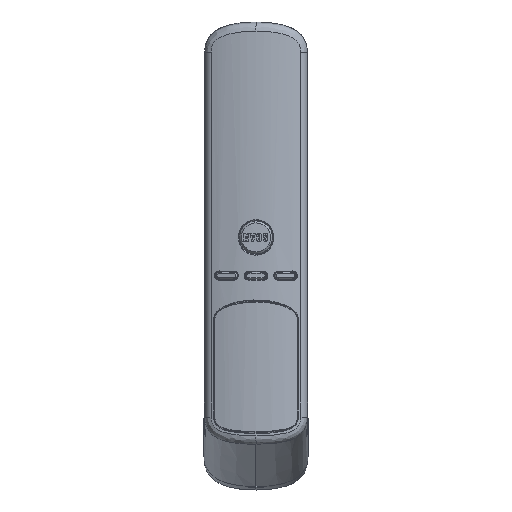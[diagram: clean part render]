
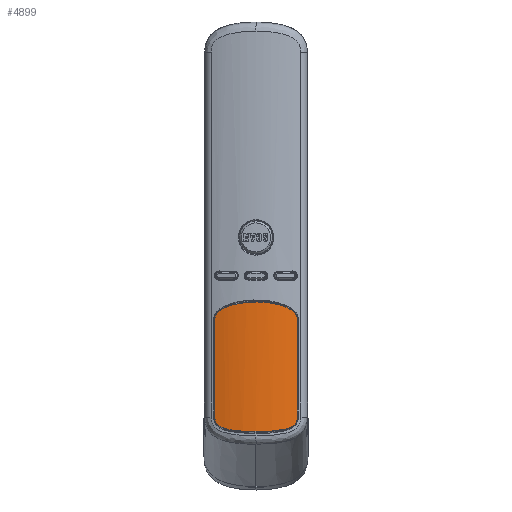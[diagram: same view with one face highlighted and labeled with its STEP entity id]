
A CAD part, front view. The second image highlights one B-rep face of the part: STEP entity #4899.
In plain terms, the highlighted cylindrical face has radius 49.808 mm (diameter 99.617 mm), a partial arc.
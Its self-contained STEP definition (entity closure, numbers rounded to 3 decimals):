
#2929=CYLINDRICAL_SURFACE('',#25746,49.808);
#3752=FACE_OUTER_BOUND('',#11683,.T.);
#4899=ADVANCED_FACE('',(#3752),#2929,.T.);
#6564=B_SPLINE_CURVE_WITH_KNOTS('',3,(#45268,#45269,#45270,#45271,#45272,
#45273,#45274,#45275,#45276,#45277,#45278,#45279,#45280,#45281,#45282,#45283,
#45284,#45285),.UNSPECIFIED.,.F.,.F.,(4,2,2,2,2,2,2,2,4),(0.,0.063,0.125,
0.25,0.5,0.75,0.875,0.938,1.),.UNSPECIFIED.);
#6565=B_SPLINE_CURVE_WITH_KNOTS('',3,(#45288,#45289,#45290,#45291,#45292,
#45293,#45294,#45295,#45296,#45297,#45298,#45299,#45300),.UNSPECIFIED.,
 .F.,.F.,(4,3,3,3,4),(0.,0.012,0.061,0.256,
1.),.UNSPECIFIED.);
#6566=B_SPLINE_CURVE_WITH_KNOTS('',3,(#45302,#45303,#45304,#45305,#45306,
#45307,#45308,#45309,#45310,#45311),.UNSPECIFIED.,.F.,.F.,(4,2,2,2,4),(0.,
0.125,0.25,0.5,1.),.UNSPECIFIED.);
#6567=B_SPLINE_CURVE_WITH_KNOTS('',3,(#45313,#45314,#45315,#45316,#45317,
#45318,#45319,#45320,#45321,#45322),.UNSPECIFIED.,.F.,.F.,(4,2,2,2,4),(0.,
0.5,0.75,0.875,1.),.UNSPECIFIED.);
#6568=B_SPLINE_CURVE_WITH_KNOTS('',3,(#45324,#45325,#45326,#45327,#45328,
#45329,#45330,#45331,#45332,#45333,#45334,#45335,#45336),.UNSPECIFIED.,
 .F.,.F.,(4,3,3,3,4),(0.,0.012,0.061,0.256,
1.),.UNSPECIFIED.);
#11683=EDGE_LOOP('',(#15642,#15643,#15644,#15645,#15646));
#15642=ORIENTED_EDGE('',*,*,#22505,.T.);
#15643=ORIENTED_EDGE('',*,*,#22506,.T.);
#15644=ORIENTED_EDGE('',*,*,#22507,.T.);
#15645=ORIENTED_EDGE('',*,*,#22508,.T.);
#15646=ORIENTED_EDGE('',*,*,#22509,.T.);
#19814=VERTEX_POINT('',#45286);
#19815=VERTEX_POINT('',#45287);
#19816=VERTEX_POINT('',#45301);
#19817=VERTEX_POINT('',#45312);
#19818=VERTEX_POINT('',#45323);
#22505=EDGE_CURVE('',#19814,#19815,#6564,.T.);
#22506=EDGE_CURVE('',#19815,#19816,#6565,.T.);
#22507=EDGE_CURVE('',#19816,#19817,#6566,.T.);
#22508=EDGE_CURVE('',#19817,#19818,#6567,.T.);
#22509=EDGE_CURVE('',#19818,#19814,#6568,.T.);
#25746=AXIS2_PLACEMENT_3D('',#45337,#29004,#29005);
#29004=DIRECTION('',(0.,0.,1.));
#29005=DIRECTION('',(1.,0.,0.));
#45268=CARTESIAN_POINT('',(13.73,1.93,-28.824));
#45269=CARTESIAN_POINT('',(13.73,1.93,-28.144));
#45270=CARTESIAN_POINT('',(13.413,1.838,-27.523));
#45271=CARTESIAN_POINT('',(12.559,1.607,-26.511));
#45272=CARTESIAN_POINT('',(12.027,1.471,-26.107));
#45273=CARTESIAN_POINT('',(10.362,1.076,-25.077));
#45274=CARTESIAN_POINT('',(9.123,0.826,-24.614));
#45275=CARTESIAN_POINT('',(5.312,0.217,-23.549));
#45276=CARTESIAN_POINT('',(2.664,0.,-23.261));
#45277=CARTESIAN_POINT('',(-2.646,0.,-23.259));
#45278=CARTESIAN_POINT('',(-5.302,0.217,-23.548));
#45279=CARTESIAN_POINT('',(-9.105,0.822,-24.607));
#45280=CARTESIAN_POINT('',(-10.346,1.073,-25.07));
#45281=CARTESIAN_POINT('',(-12.02,1.469,-26.101));
#45282=CARTESIAN_POINT('',(-12.55,1.605,-26.503));
#45283=CARTESIAN_POINT('',(-13.407,1.836,-27.514));
#45284=CARTESIAN_POINT('',(-13.73,1.93,-28.142));
#45285=CARTESIAN_POINT('',(-13.73,1.93,-28.824));
#45286=CARTESIAN_POINT('',(13.73,1.93,-28.824));
#45287=CARTESIAN_POINT('',(-13.73,1.93,-28.824));
#45288=CARTESIAN_POINT('',(-13.73,1.93,-28.824));
#45289=CARTESIAN_POINT('',(-13.73,1.93,-28.957));
#45290=CARTESIAN_POINT('',(-13.73,1.93,-29.09));
#45291=CARTESIAN_POINT('',(-13.73,1.93,-29.224));
#45292=CARTESIAN_POINT('',(-13.73,1.93,-29.757));
#45293=CARTESIAN_POINT('',(-13.73,1.93,-30.29));
#45294=CARTESIAN_POINT('',(-13.73,1.93,-30.824));
#45295=CARTESIAN_POINT('',(-13.73,1.93,-32.957));
#45296=CARTESIAN_POINT('',(-13.73,1.93,-35.09));
#45297=CARTESIAN_POINT('',(-13.73,1.93,-37.224));
#45298=CARTESIAN_POINT('',(-13.73,1.93,-45.367));
#45299=CARTESIAN_POINT('',(-13.73,1.93,-53.51));
#45300=CARTESIAN_POINT('',(-13.73,1.93,-61.653));
#45301=CARTESIAN_POINT('',(-13.73,1.93,-61.653));
#45302=CARTESIAN_POINT('',(-13.73,1.93,-61.653));
#45303=CARTESIAN_POINT('',(-13.729,1.93,-62.333));
#45304=CARTESIAN_POINT('',(-13.635,1.901,-63.032));
#45305=CARTESIAN_POINT('',(-12.979,1.72,-64.196));
#45306=CARTESIAN_POINT('',(-12.426,1.571,-64.614));
#45307=CARTESIAN_POINT('',(-10.665,1.14,-65.533));
#45308=CARTESIAN_POINT('',(-9.349,0.867,-65.809));
#45309=CARTESIAN_POINT('',(-5.394,0.221,-66.422));
#45310=CARTESIAN_POINT('',(-2.701,0.,-66.464));
#45311=CARTESIAN_POINT('',(0.,0.,-66.463));
#45312=CARTESIAN_POINT('',(0.,0.,-66.463));
#45313=CARTESIAN_POINT('',(0.,0.,-66.463));
#45314=CARTESIAN_POINT('',(2.702,0.,-66.464));
#45315=CARTESIAN_POINT('',(5.402,0.222,-66.422));
#45316=CARTESIAN_POINT('',(9.356,0.868,-65.807));
#45317=CARTESIAN_POINT('',(10.663,1.14,-65.534));
#45318=CARTESIAN_POINT('',(12.426,1.571,-64.615));
#45319=CARTESIAN_POINT('',(12.982,1.72,-64.194));
#45320=CARTESIAN_POINT('',(13.637,1.902,-63.024));
#45321=CARTESIAN_POINT('',(13.729,1.93,-62.333));
#45322=CARTESIAN_POINT('',(13.73,1.93,-61.653));
#45323=CARTESIAN_POINT('',(13.73,1.93,-61.653));
#45324=CARTESIAN_POINT('',(13.73,1.93,-61.653));
#45325=CARTESIAN_POINT('',(13.73,1.93,-61.519));
#45326=CARTESIAN_POINT('',(13.73,1.93,-61.386));
#45327=CARTESIAN_POINT('',(13.73,1.93,-61.253));
#45328=CARTESIAN_POINT('',(13.73,1.93,-60.719));
#45329=CARTESIAN_POINT('',(13.73,1.93,-60.186));
#45330=CARTESIAN_POINT('',(13.73,1.93,-59.653));
#45331=CARTESIAN_POINT('',(13.73,1.93,-57.519));
#45332=CARTESIAN_POINT('',(13.73,1.93,-55.386));
#45333=CARTESIAN_POINT('',(13.73,1.93,-53.253));
#45334=CARTESIAN_POINT('',(13.73,1.93,-45.11));
#45335=CARTESIAN_POINT('',(13.73,1.93,-36.967));
#45336=CARTESIAN_POINT('',(13.73,1.93,-28.824));
#45337=CARTESIAN_POINT('',(0.,49.808,0.));
